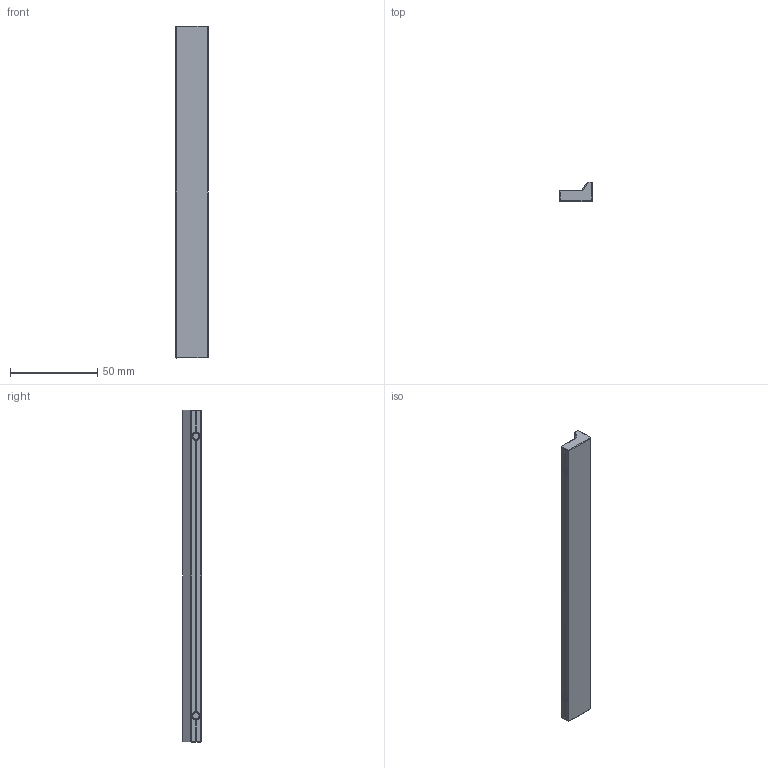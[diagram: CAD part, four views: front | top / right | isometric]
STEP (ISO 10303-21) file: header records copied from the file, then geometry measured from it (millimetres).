
FILE_DESCRIPTION(/* description */ (''),/* implementation_level */ '2;1');
FILE_NAME(/* name */ 'UA-PILLAR-160-....stp',/* time_stamp */ '2023-07-12T15:00:21+02:00',/* author */ ('MarcinS'),/* organization */ (''),/* preprocessor_version */ 'ST-DEVELOPER v19.2',/* originating_system */ 'Autodesk Inventor 2023',/* authorisation */ '');
FILE_SCHEMA (('AUTOMOTIVE_DESIGN { 1 0 10303 214 3 1 1 }'));
Length unit declared in the file: millimetre
Products named in the file (1): 2-190
Bounding box: 18.5 x 10.65 x 190 mm (x, y, z)
Volume: 25038.5 mm3; surface area: 11094.8 mm2
Topology: 1 solids, 1 shells, 107 faces, 263 edges, 158 vertices
Faces by surface type: cylinder 46, bspline 30, plane 21, cone 4, sphere 4, torus 2
Full cylindrical faces by diameter (mm): 4 x24
Entity records: 17756 total; most frequent: CARTESIAN_POINT 15451, ORIENTED_EDGE 526, DIRECTION 387, EDGE_CURVE 263, VERTEX_POINT 158, AXIS2_PLACEMENT_3D 148, FACE_OUTER_BOUND 107, EDGE_LOOP 107
